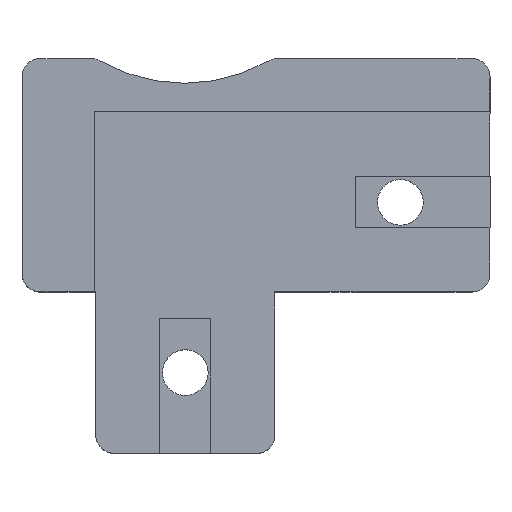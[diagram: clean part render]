
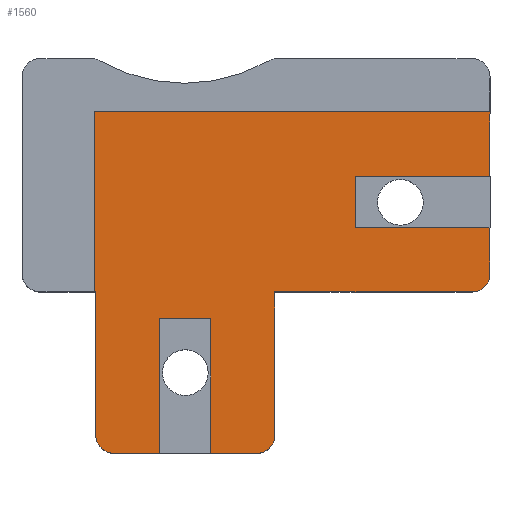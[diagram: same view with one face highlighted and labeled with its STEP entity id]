
A CAD part, top view. The second image highlights one B-rep face of the part: STEP entity #1560.
In plain terms, the highlighted planar face has unit normal (0, 0, 1).
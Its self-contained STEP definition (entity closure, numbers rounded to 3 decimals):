
#95=CIRCLE('',#1701,2.);
#96=CIRCLE('',#1702,2.);
#97=CIRCLE('',#1703,2.);
#204=FACE_OUTER_BOUND('',#300,.T.);
#300=EDGE_LOOP('',(#1281,#1282,#1283,#1284,#1285,#1286,#1287,#1288,#1289,
#1290,#1291,#1292,#1293,#1294,#1295,#1296,#1297,#1298,#1299));
#395=LINE('',#2353,#540);
#399=LINE('',#2361,#544);
#402=LINE('',#2366,#547);
#404=LINE('',#2371,#549);
#407=LINE('',#2376,#552);
#434=LINE('',#2513,#579);
#436=LINE('',#2518,#581);
#441=LINE('',#2526,#586);
#442=LINE('',#2528,#587);
#443=LINE('',#2530,#588);
#445=LINE('',#2534,#590);
#459=LINE('',#2628,#604);
#463=LINE('',#2640,#608);
#467=LINE('',#2669,#612);
#468=LINE('',#2671,#613);
#469=LINE('',#2675,#614);
#540=VECTOR('',#1854,10.);
#544=VECTOR('',#1858,10.);
#547=VECTOR('',#1863,10.);
#549=VECTOR('',#1867,10.);
#552=VECTOR('',#1872,10.);
#579=VECTOR('',#1977,10.);
#581=VECTOR('',#1981,10.);
#586=VECTOR('',#1986,10.);
#587=VECTOR('',#1989,10.);
#588=VECTOR('',#1992,10.);
#590=VECTOR('',#1996,10.);
#604=VECTOR('',#2022,10.);
#608=VECTOR('',#2030,10.);
#612=VECTOR('',#2064,10.);
#613=VECTOR('',#2065,10.);
#614=VECTOR('',#2070,10.);
#680=VERTEX_POINT('',#2350);
#681=VERTEX_POINT('',#2352);
#684=VERTEX_POINT('',#2358);
#685=VERTEX_POINT('',#2360);
#686=VERTEX_POINT('',#2364);
#687=VERTEX_POINT('',#2368);
#688=VERTEX_POINT('',#2370);
#689=VERTEX_POINT('',#2374);
#725=VERTEX_POINT('',#2511);
#726=VERTEX_POINT('',#2515);
#727=VERTEX_POINT('',#2517);
#730=VERTEX_POINT('',#2524);
#731=VERTEX_POINT('',#2532);
#749=VERTEX_POINT('',#2625);
#750=VERTEX_POINT('',#2627);
#755=VERTEX_POINT('',#2637);
#756=VERTEX_POINT('',#2639);
#759=VERTEX_POINT('',#2670);
#760=VERTEX_POINT('',#2673);
#834=EDGE_CURVE('',#680,#681,#395,.T.);
#838=EDGE_CURVE('',#684,#685,#399,.T.);
#841=EDGE_CURVE('',#680,#686,#402,.T.);
#843=EDGE_CURVE('',#688,#687,#404,.T.);
#846=EDGE_CURVE('',#687,#689,#407,.T.);
#898=EDGE_CURVE('',#686,#725,#434,.T.);
#900=EDGE_CURVE('',#727,#726,#436,.T.);
#905=EDGE_CURVE('',#689,#730,#441,.T.);
#906=EDGE_CURVE('',#726,#688,#442,.T.);
#907=EDGE_CURVE('',#725,#685,#443,.T.);
#909=EDGE_CURVE('',#730,#731,#445,.T.);
#931=EDGE_CURVE('',#750,#749,#459,.T.);
#937=EDGE_CURVE('',#756,#755,#463,.T.);
#950=EDGE_CURVE('',#756,#731,#467,.T.);
#951=EDGE_CURVE('',#755,#759,#468,.T.);
#952=EDGE_CURVE('',#681,#759,#95,.T.);
#953=EDGE_CURVE('',#760,#684,#96,.T.);
#954=EDGE_CURVE('',#760,#750,#469,.T.);
#955=EDGE_CURVE('',#749,#727,#97,.T.);
#1281=ORIENTED_EDGE('',*,*,#950,.F.);
#1282=ORIENTED_EDGE('',*,*,#937,.T.);
#1283=ORIENTED_EDGE('',*,*,#951,.T.);
#1284=ORIENTED_EDGE('',*,*,#952,.F.);
#1285=ORIENTED_EDGE('',*,*,#834,.F.);
#1286=ORIENTED_EDGE('',*,*,#841,.T.);
#1287=ORIENTED_EDGE('',*,*,#898,.T.);
#1288=ORIENTED_EDGE('',*,*,#907,.T.);
#1289=ORIENTED_EDGE('',*,*,#838,.F.);
#1290=ORIENTED_EDGE('',*,*,#953,.F.);
#1291=ORIENTED_EDGE('',*,*,#954,.T.);
#1292=ORIENTED_EDGE('',*,*,#931,.T.);
#1293=ORIENTED_EDGE('',*,*,#955,.T.);
#1294=ORIENTED_EDGE('',*,*,#900,.T.);
#1295=ORIENTED_EDGE('',*,*,#906,.T.);
#1296=ORIENTED_EDGE('',*,*,#843,.T.);
#1297=ORIENTED_EDGE('',*,*,#846,.T.);
#1298=ORIENTED_EDGE('',*,*,#905,.T.);
#1299=ORIENTED_EDGE('',*,*,#909,.T.);
#1494=PLANE('',#1700);
#1560=ADVANCED_FACE('',(#204),#1494,.F.);
#1700=AXIS2_PLACEMENT_3D('',#2668,#2062,#2063);
#1701=AXIS2_PLACEMENT_3D('',#2672,#2066,#2067);
#1702=AXIS2_PLACEMENT_3D('',#2674,#2068,#2069);
#1703=AXIS2_PLACEMENT_3D('',#2676,#2071,#2072);
#1854=DIRECTION('',(-1.,0.,0.));
#1858=DIRECTION('',(-1.,0.,0.));
#1863=DIRECTION('',(0.,1.,0.));
#1867=DIRECTION('',(0.,1.,0.));
#1872=DIRECTION('',(1.,0.,0.));
#1977=DIRECTION('',(1.,0.,0.));
#1981=DIRECTION('',(0.,1.,0.));
#1986=DIRECTION('',(0.,1.,0.));
#1989=DIRECTION('',(-1.,0.,0.));
#1992=DIRECTION('',(0.,-1.,0.));
#1996=DIRECTION('',(-1.,0.,0.));
#2022=DIRECTION('',(1.,0.,0.));
#2030=DIRECTION('',(1.,0.,0.));
#2062=DIRECTION('center_axis',(0.,0.,
-1.));
#2063=DIRECTION('ref_axis',(-1.,0.,0.));
#2064=DIRECTION('',(0.,1.,0.));
#2065=DIRECTION('',(0.,-1.,0.));
#2066=DIRECTION('center_axis',(0.,0.,
-1.));
#2067=DIRECTION('ref_axis',(-0.707,-0.707,0.));
#2068=DIRECTION('center_axis',(0.,0.,
-1.));
#2069=DIRECTION('ref_axis',(0.707,-0.707,0.));
#2070=DIRECTION('',(0.,1.,0.));
#2071=DIRECTION('center_axis',(0.,0.,
1.));
#2072=DIRECTION('ref_axis',(0.707,-0.707,0.));
#2350=CARTESIAN_POINT('',(-77.736,285.679,47.732));
#2352=CARTESIAN_POINT('',(-82.886,285.679,47.732));
#2353=CARTESIAN_POINT('',(-77.007,285.679,47.732));
#2358=CARTESIAN_POINT('',(-66.886,285.679,47.732));
#2360=CARTESIAN_POINT('',(-72.036,285.679,47.732));
#2361=CARTESIAN_POINT('',(-70.443,285.679,47.732));
#2364=CARTESIAN_POINT('',(-77.736,300.679,47.732));
#2366=CARTESIAN_POINT('',(-77.736,308.624,47.732));
#2368=CARTESIAN_POINT('',(-55.885,316.529,47.732));
#2370=CARTESIAN_POINT('',(-55.885,310.829,47.732));
#2371=CARTESIAN_POINT('',(-55.885,316.624,47.732));
#2374=CARTESIAN_POINT('',(-40.885,316.529,47.732));
#2376=CARTESIAN_POINT('',(-57.943,316.529,47.732));
#2511=CARTESIAN_POINT('',(-72.036,300.679,47.732));
#2513=CARTESIAN_POINT('',(-73.443,300.679,47.732));
#2515=CARTESIAN_POINT('',(-40.885,310.829,47.732));
#2517=CARTESIAN_POINT('',(-40.885,305.679,47.732));
#2518=CARTESIAN_POINT('',(-40.885,323.679,47.732));
#2524=CARTESIAN_POINT('',(-40.885,323.779,47.732));
#2526=CARTESIAN_POINT('',(-40.885,323.679,47.732));
#2528=CARTESIAN_POINT('',(-65.443,310.829,47.732));
#2530=CARTESIAN_POINT('',(-72.036,301.124,47.732));
#2532=CARTESIAN_POINT('',(-85.015,323.779,47.732));
#2534=CARTESIAN_POINT('',(-84.057,323.779,47.732));
#2625=CARTESIAN_POINT('',(-42.885,303.679,47.732));
#2627=CARTESIAN_POINT('',(-64.886,303.679,47.732));
#2628=CARTESIAN_POINT('',(-56.885,303.679,47.732));
#2637=CARTESIAN_POINT('',(-84.886,303.679,47.732));
#2639=CARTESIAN_POINT('',(-85.015,303.679,47.732));
#2640=CARTESIAN_POINT('',(-84.057,303.679,47.732));
#2668=CARTESIAN_POINT('Origin',(-75.,316.57,47.732));
#2669=CARTESIAN_POINT('',(-85.015,323.679,47.732));
#2670=CARTESIAN_POINT('',(-84.886,287.679,47.732));
#2671=CARTESIAN_POINT('',(-84.886,305.624,47.732));
#2672=CARTESIAN_POINT('Origin',(-82.886,287.679,47.732));
#2673=CARTESIAN_POINT('',(-64.886,287.679,47.732));
#2674=CARTESIAN_POINT('Origin',(-66.886,287.679,47.732));
#2675=CARTESIAN_POINT('',(-64.886,291.679,47.732));
#2676=CARTESIAN_POINT('Origin',(-42.885,305.679,47.732));
